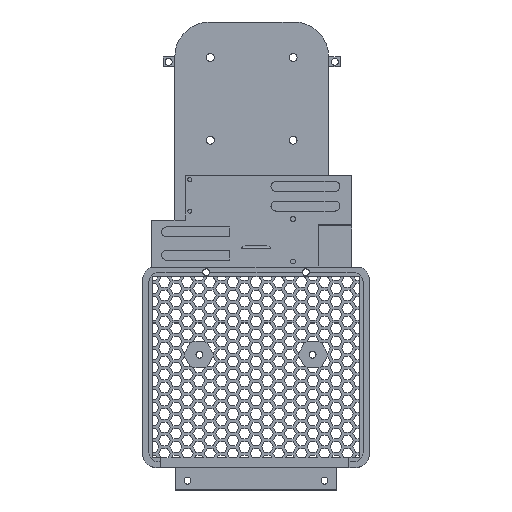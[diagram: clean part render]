
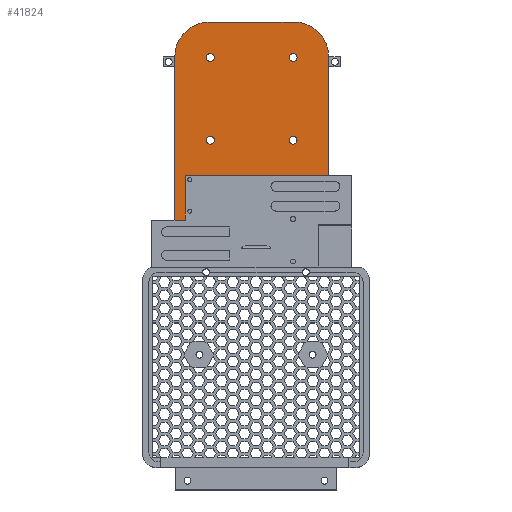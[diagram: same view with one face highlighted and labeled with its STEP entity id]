
A CAD part, top view. The second image highlights one B-rep face of the part: STEP entity #41824.
In plain terms, the highlighted planar face has unit normal (0, 0, 1).
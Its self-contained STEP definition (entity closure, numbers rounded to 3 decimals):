
#86=FACE_BOUND('',#5381,.T.);
#87=FACE_BOUND('',#5382,.T.);
#88=FACE_BOUND('',#5383,.T.);
#89=FACE_BOUND('',#5384,.T.);
#1500=PLANE('',#43946);
#3353=FACE_OUTER_BOUND('',#5380,.T.);
#5380=EDGE_LOOP('',(#32660,#32661,#32662,#32663,#32664,#32665,#32666,#32667));
#5381=EDGE_LOOP('',(#32668));
#5382=EDGE_LOOP('',(#32669));
#5383=EDGE_LOOP('',(#32670));
#5384=EDGE_LOOP('',(#32671));
#7196=CIRCLE('',#43943,1.75);
#7198=CIRCLE('',#43947,1.75);
#7199=CIRCLE('',#43948,0.2);
#7200=CIRCLE('',#43949,0.2);
#7201=CIRCLE('',#43950,0.2);
#7202=CIRCLE('',#43951,0.2);
#10340=LINE('',#61916,#16077);
#10375=LINE('',#62003,#16112);
#10395=LINE('',#62061,#16132);
#10398=LINE('',#62066,#16135);
#10399=LINE('',#62067,#16136);
#10400=LINE('',#62069,#16137);
#16077=VECTOR('',#50117,1.);
#16112=VECTOR('',#50174,1.);
#16132=VECTOR('',#50230,1.);
#16135=VECTOR('',#50235,1.);
#16136=VECTOR('',#50236,1.);
#16137=VECTOR('',#50237,1.);
#21340=VERTEX_POINT('',#61913);
#21341=VERTEX_POINT('',#61915);
#21381=VERTEX_POINT('',#62000);
#21382=VERTEX_POINT('',#62002);
#21398=VERTEX_POINT('',#62051);
#21399=VERTEX_POINT('',#62052);
#21402=VERTEX_POINT('',#62060);
#21404=VERTEX_POINT('',#62068);
#21405=VERTEX_POINT('',#62071);
#21406=VERTEX_POINT('',#62073);
#21407=VERTEX_POINT('',#62075);
#21408=VERTEX_POINT('',#62077);
#25929=EDGE_CURVE('',#21340,#21341,#10340,.T.);
#25973=EDGE_CURVE('',#21381,#21382,#10375,.T.);
#25999=EDGE_CURVE('',#21398,#21399,#7196,.T.);
#26003=EDGE_CURVE('',#21402,#21399,#10395,.T.);
#26006=EDGE_CURVE('',#21398,#21382,#10398,.T.);
#26007=EDGE_CURVE('',#21341,#21381,#10399,.T.);
#26008=EDGE_CURVE('',#21340,#21404,#10400,.T.);
#26009=EDGE_CURVE('',#21402,#21404,#7198,.T.);
#26010=EDGE_CURVE('',#21405,#21405,#7199,.T.);
#26011=EDGE_CURVE('',#21406,#21406,#7200,.T.);
#26012=EDGE_CURVE('',#21407,#21407,#7201,.T.);
#26013=EDGE_CURVE('',#21408,#21408,#7202,.T.);
#32660=ORIENTED_EDGE('',*,*,#25999,.F.);
#32661=ORIENTED_EDGE('',*,*,#26006,.T.);
#32662=ORIENTED_EDGE('',*,*,#25973,.F.);
#32663=ORIENTED_EDGE('',*,*,#26007,.F.);
#32664=ORIENTED_EDGE('',*,*,#25929,.F.);
#32665=ORIENTED_EDGE('',*,*,#26008,.T.);
#32666=ORIENTED_EDGE('',*,*,#26009,.F.);
#32667=ORIENTED_EDGE('',*,*,#26003,.T.);
#32668=ORIENTED_EDGE('',*,*,#26010,.T.);
#32669=ORIENTED_EDGE('',*,*,#26011,.T.);
#32670=ORIENTED_EDGE('',*,*,#26012,.T.);
#32671=ORIENTED_EDGE('',*,*,#26013,.T.);
#41824=ADVANCED_FACE('',(#3353,#86,#87,#88,#89),#1500,.T.);
#43943=AXIS2_PLACEMENT_3D('',#62053,#50222,#50223);
#43946=AXIS2_PLACEMENT_3D('',#62065,#50233,#50234);
#43947=AXIS2_PLACEMENT_3D('',#62070,#50238,#50239);
#43948=AXIS2_PLACEMENT_3D('',#62072,#50240,#50241);
#43949=AXIS2_PLACEMENT_3D('',#62074,#50242,#50243);
#43950=AXIS2_PLACEMENT_3D('',#62076,#50244,#50245);
#43951=AXIS2_PLACEMENT_3D('',#62078,#50246,#50247);
#50117=DIRECTION('',(-1.,0.,0.));
#50174=DIRECTION('',(-1.,0.,0.));
#50222=DIRECTION('center_axis',(0.,0.,-1.));
#50223=DIRECTION('ref_axis',(-0.707,0.707,0.));
#50230=DIRECTION('',(-1.,0.,0.));
#50233=DIRECTION('center_axis',(0.,0.,1.));
#50234=DIRECTION('ref_axis',(1.,0.,0.));
#50235=DIRECTION('',(0.,-1.,0.));
#50236=DIRECTION('',(0.,-1.,0.));
#50237=DIRECTION('',(0.,1.,0.));
#50238=DIRECTION('center_axis',(0.,0.,-1.));
#50239=DIRECTION('ref_axis',(0.707,0.707,0.));
#50240=DIRECTION('center_axis',(0.,0.,-1.));
#50241=DIRECTION('ref_axis',(-1.,0.,0.));
#50242=DIRECTION('center_axis',(0.,0.,-1.));
#50243=DIRECTION('ref_axis',(-1.,0.,0.));
#50244=DIRECTION('center_axis',(0.,0.,-1.));
#50245=DIRECTION('ref_axis',(-1.,0.,0.));
#50246=DIRECTION('center_axis',(0.,0.,-1.));
#50247=DIRECTION('ref_axis',(-1.,0.,0.));
#61913=CARTESIAN_POINT('',(9.183,14.787,2.2));
#61915=CARTESIAN_POINT('',(1.907,14.787,2.2));
#61916=CARTESIAN_POINT('',(6.133,14.787,2.2));
#62000=CARTESIAN_POINT('',(1.907,12.537,2.2));
#62002=CARTESIAN_POINT('',(1.382,12.537,2.2));
#62003=CARTESIAN_POINT('',(1.907,12.537,2.2));
#62051=CARTESIAN_POINT('',(1.382,20.837,2.2));
#62052=CARTESIAN_POINT('',(3.132,22.587,2.2));
#62053=CARTESIAN_POINT('Origin',(3.132,20.837,2.2));
#62060=CARTESIAN_POINT('',(7.433,22.587,2.2));
#62061=CARTESIAN_POINT('',(4.02,22.587,2.2));
#62065=CARTESIAN_POINT('Origin',(1.907,14.787,2.2));
#62066=CARTESIAN_POINT('',(1.382,16.224,2.2));
#62067=CARTESIAN_POINT('',(1.907,13.662,2.2));
#62068=CARTESIAN_POINT('',(9.183,20.837,2.2));
#62069=CARTESIAN_POINT('',(9.183,16.787,2.2));
#62070=CARTESIAN_POINT('Origin',(7.433,20.837,2.2));
#62071=CARTESIAN_POINT('',(7.583,20.787,2.2));
#62072=CARTESIAN_POINT('Origin',(7.383,20.787,2.2));
#62073=CARTESIAN_POINT('',(7.583,16.587,2.2));
#62074=CARTESIAN_POINT('Origin',(7.383,16.587,2.2));
#62075=CARTESIAN_POINT('',(3.383,20.787,2.2));
#62076=CARTESIAN_POINT('Origin',(3.183,20.787,2.2));
#62077=CARTESIAN_POINT('',(3.383,16.587,2.2));
#62078=CARTESIAN_POINT('Origin',(3.183,16.587,2.2));
